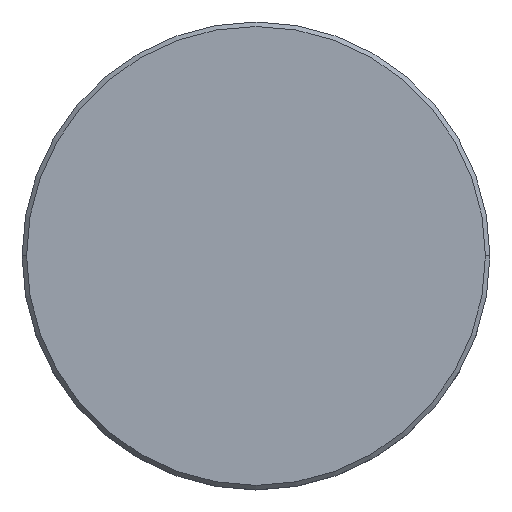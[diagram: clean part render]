
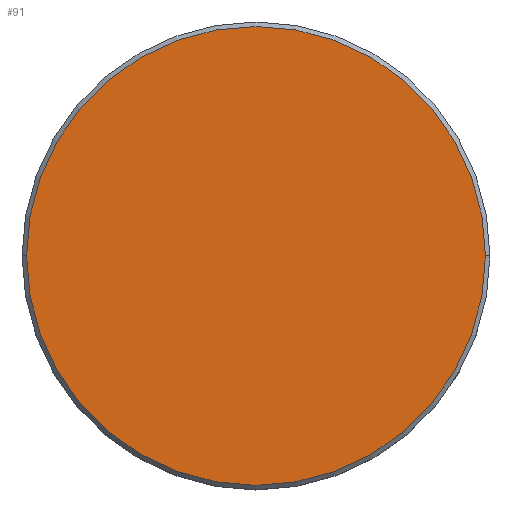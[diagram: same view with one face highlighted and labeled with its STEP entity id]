
A CAD part, top view. The second image highlights one B-rep face of the part: STEP entity #91.
In plain terms, the highlighted planar face has unit normal (0, 0, 1).
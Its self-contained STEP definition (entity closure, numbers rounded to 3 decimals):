
#48 = VERTEX_POINT ( 'NONE', #828 ) ;
#91 = ADVANCED_FACE ( 'NONE', ( #348 ), #1098, .T. ) ;
#135 = CARTESIAN_POINT ( 'NONE',  ( -25.5, 0., 0. ) ) ;
#269 = DIRECTION ( 'NONE',  ( 0., 0., 1. ) ) ;
#279 = AXIS2_PLACEMENT_3D ( 'NONE', #295, #658, #833 ) ;
#295 = CARTESIAN_POINT ( 'NONE',  ( 0., 0., 0. ) ) ;
#348 = FACE_OUTER_BOUND ( 'NONE', #924, .T. ) ;
#359 = EDGE_CURVE ( 'NONE', #48, #1160, #475, .T. ) ;
#410 = ORIENTED_EDGE ( 'NONE', *, *, #945, .T. ) ;
#435 = DIRECTION ( 'NONE',  ( 1., 0., 0. ) ) ;
#459 = DIRECTION ( 'NONE',  ( 0., 0., 1. ) ) ;
#475 = CIRCLE ( 'NONE', #279, 25.5 ) ;
#508 = AXIS2_PLACEMENT_3D ( 'NONE', #899, #269, #435 ) ;
#658 = DIRECTION ( 'NONE',  ( 0., 0., 1. ) ) ;
#700 = AXIS2_PLACEMENT_3D ( 'NONE', #1121, #459, #826 ) ;
#826 = DIRECTION ( 'NONE',  ( 1., 0., 0. ) ) ;
#828 = CARTESIAN_POINT ( 'NONE',  ( 25.5, 0., 0. ) ) ;
#831 = ORIENTED_EDGE ( 'NONE', *, *, #359, .T. ) ;
#833 = DIRECTION ( 'NONE',  ( 1., 0., 0. ) ) ;
#899 = CARTESIAN_POINT ( 'NONE',  ( 0., 0., 0. ) ) ;
#914 = CIRCLE ( 'NONE', #700, 25.5 ) ;
#924 = EDGE_LOOP ( 'NONE', ( #410, #831 ) ) ;
#945 = EDGE_CURVE ( 'NONE', #1160, #48, #914, .T. ) ;
#1098 = PLANE ( 'NONE',  #508 ) ;
#1121 = CARTESIAN_POINT ( 'NONE',  ( 0., 0., 0. ) ) ;
#1160 = VERTEX_POINT ( 'NONE', #135 ) ;
